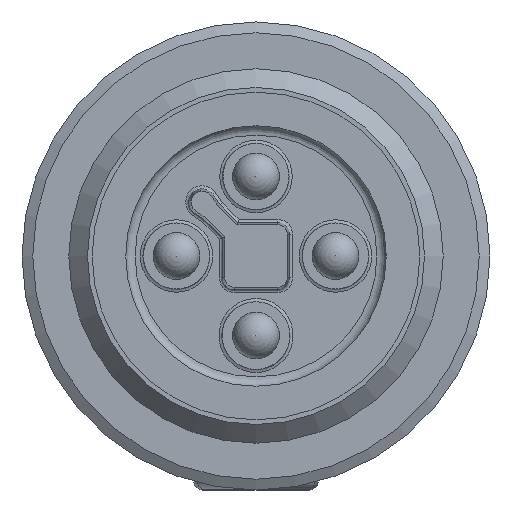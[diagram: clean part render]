
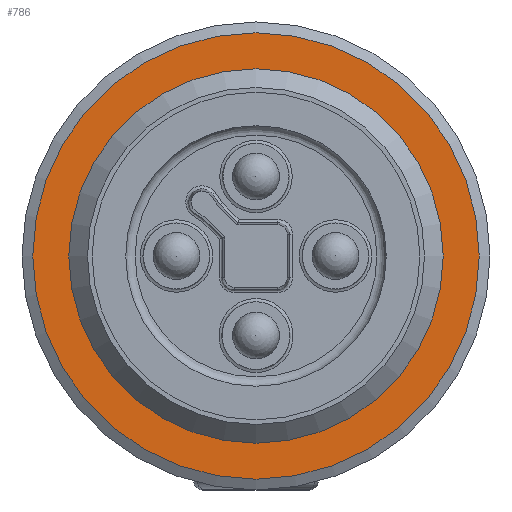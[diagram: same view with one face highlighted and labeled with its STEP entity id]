
A CAD part, left-side view. The second image highlights one B-rep face of the part: STEP entity #786.
In plain terms, the highlighted planar face has unit normal (-1, 0, 0).
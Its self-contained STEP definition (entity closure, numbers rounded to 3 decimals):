
#281=PLANE('',#6065);
#407=FACE_BOUND('',#1630,.T.);
#408=FACE_BOUND('',#1631,.T.);
#786=ADVANCED_FACE('',(#407,#408),#281,.F.);
#1630=EDGE_LOOP('',(#3179));
#1631=EDGE_LOOP('',(#3180));
#3179=ORIENTED_EDGE('',*,*,#4546,.F.);
#3180=ORIENTED_EDGE('',*,*,#4545,.T.);
#3811=VERTEX_POINT('',#14221);
#3812=VERTEX_POINT('',#14224);
#4545=EDGE_CURVE('',#3811,#3811,#5427,.T.);
#4546=EDGE_CURVE('',#3812,#3812,#5428,.T.);
#5427=CIRCLE('',#6062,7.154);
#5428=CIRCLE('',#6064,6.);
#6062=AXIS2_PLACEMENT_3D('',#14220,#7537,#7538);
#6064=AXIS2_PLACEMENT_3D('',#14223,#7541,#7542);
#6065=AXIS2_PLACEMENT_3D('',#14225,#7543,#7544);
#7537=DIRECTION('',(-1.,0.,0.));
#7538=DIRECTION('',(0.,0.866,0.5));
#7541=DIRECTION('',(-1.,0.,0.));
#7542=DIRECTION('',(0.,0.866,0.5));
#7543=DIRECTION('',(1.,0.,0.));
#7544=DIRECTION('',(0.,-0.866,-0.5));
#14220=CARTESIAN_POINT('',(42.5,50.,0.));
#14221=CARTESIAN_POINT('',(42.5,56.195,3.577));
#14223=CARTESIAN_POINT('',(42.5,50.,0.));
#14224=CARTESIAN_POINT('',(42.5,55.196,3.));
#14225=CARTESIAN_POINT('',(42.5,53.577,-6.195));
